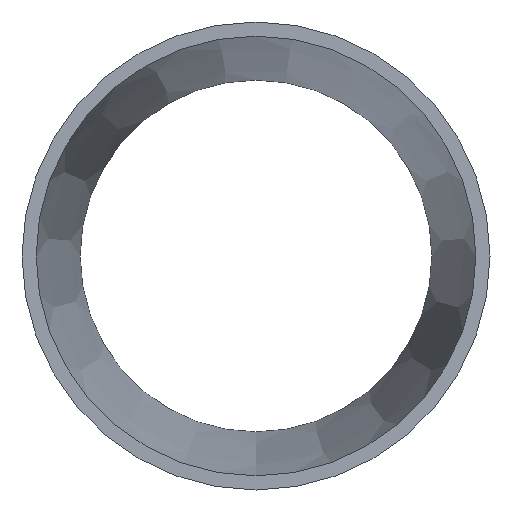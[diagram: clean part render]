
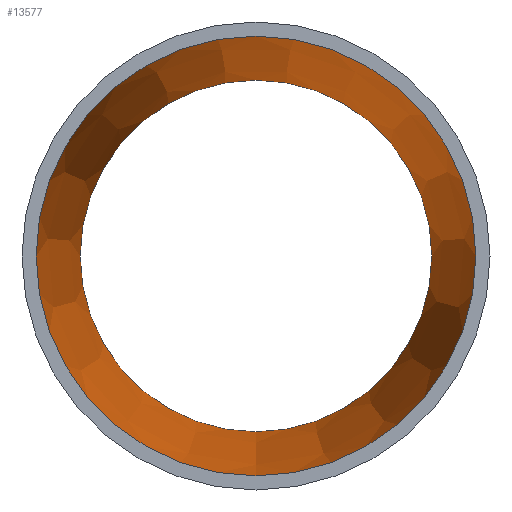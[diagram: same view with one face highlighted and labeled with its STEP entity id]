
A CAD part, front view. The second image highlights one B-rep face of the part: STEP entity #13577.
In plain terms, the highlighted conical face has half-angle 5.621 degrees and reference radius 62.481 mm.
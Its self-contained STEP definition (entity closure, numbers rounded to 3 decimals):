
#199 = DIRECTION ( 'NONE',  ( 0., -1., 0. ) ) ;
#835 = ORIENTED_EDGE ( 'NONE', *, *, #2780, .T. ) ;
#1813 = CARTESIAN_POINT ( 'NONE',  ( 0., 127., -49.981 ) ) ;
#2323 = AXIS2_PLACEMENT_3D ( 'NONE', #25341, #27442, #13911 ) ;
#2780 = EDGE_CURVE ( 'NONE', #8833, #8833, #7402, .T. ) ;
#3981 = CARTESIAN_POINT ( 'NONE',  ( 0., 0., 0. ) ) ;
#4973 = FACE_OUTER_BOUND ( 'NONE', #26226, .T. ) ;
#6133 = CARTESIAN_POINT ( 'NONE',  ( 0., 0., -62.481 ) ) ;
#7402 = CIRCLE ( 'NONE', #10387, 62.481 ) ;
#8833 = VERTEX_POINT ( 'NONE', #6133 ) ;
#9539 = AXIS2_PLACEMENT_3D ( 'NONE', #11561, #199, #22745 ) ;
#9754 = FACE_BOUND ( 'NONE', #28559, .T. ) ;
#10387 = AXIS2_PLACEMENT_3D ( 'NONE', #3981, #29317, #24706 ) ;
#11561 = CARTESIAN_POINT ( 'NONE',  ( 0., 0., 0. ) ) ;
#12808 = CIRCLE ( 'NONE', #2323, 49.981 ) ;
#13577 = ADVANCED_FACE ( 'NONE', ( #9754, #4973 ), #27615, .F. ) ;
#13911 = DIRECTION ( 'NONE',  ( 0., 0., -1. ) ) ;
#19922 = ORIENTED_EDGE ( 'NONE', *, *, #22883, .F. ) ;
#22416 = VERTEX_POINT ( 'NONE', #1813 ) ;
#22745 = DIRECTION ( 'NONE',  ( 0., 0., -1. ) ) ;
#22883 = EDGE_CURVE ( 'NONE', #22416, #22416, #12808, .T. ) ;
#24706 = DIRECTION ( 'NONE',  ( 0., 0., -1. ) ) ;
#25341 = CARTESIAN_POINT ( 'NONE',  ( 0., 127., 0. ) ) ;
#26226 = EDGE_LOOP ( 'NONE', ( #835 ) ) ;
#27442 = DIRECTION ( 'NONE',  ( 0., -1., 0. ) ) ;
#27615 = CONICAL_SURFACE ( 'NONE', #9539, 62.481, 0.098 ) ;
#28559 = EDGE_LOOP ( 'NONE', ( #19922 ) ) ;
#29317 = DIRECTION ( 'NONE',  ( 0., -1., 0. ) ) ;
